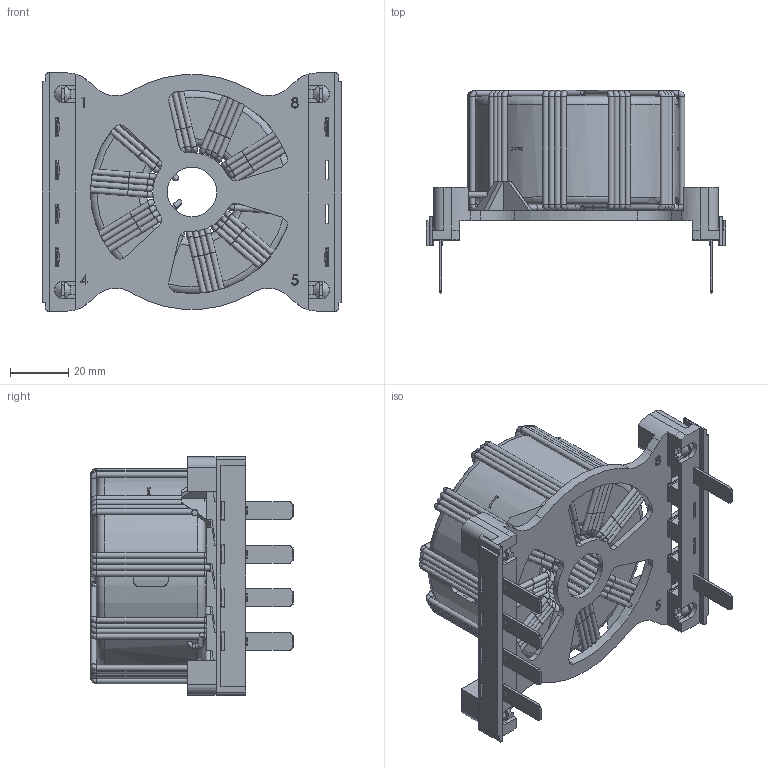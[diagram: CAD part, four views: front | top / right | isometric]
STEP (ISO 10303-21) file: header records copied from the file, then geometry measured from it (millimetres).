
FILE_DESCRIPTION (( 'STEP AP214' ), '1' );
FILE_NAME ('3DP pieza.STEP', '2019-02-14T11:38:13', ( 'AdministradorLocal' ), ( 'Microsoft' ), 'SwSTEP 2.0', 'SolidWorks 2018', '' );
FILE_SCHEMA (( 'AUTOMOTIVE_DESIGN' ));
Length unit declared in the file: millimetre
Products named in the file (1): 3DP pieza
Bounding box: 103 x 69.86 x 82 mm (x, y, z)
Volume: 67103.1 mm3; surface area: 91804.2 mm2
Topology: 42 solids, 43 shells, 1399 faces, 3836 edges, 2409 vertices
Faces by surface type: plane 830, cylinder 347, torus 185, bspline 26, cone 11
Full cylindrical faces by diameter (mm): 1.72 x7, 2 x206, 3.17 x6, 17 x1, 31.4 x1, 32.9 x1, 33.1 x1, 34.8 x1, 70.9 x1
Entity records: 59679 total; most frequent: CARTESIAN_POINT 9499, DIRECTION 6862, ORIENTED_EDGE 6844, EDGE_CURVE 3422, VECTOR 2546, LINE 2546, VERTEX_POINT 2394, AXIS2_PLACEMENT_3D 2158
